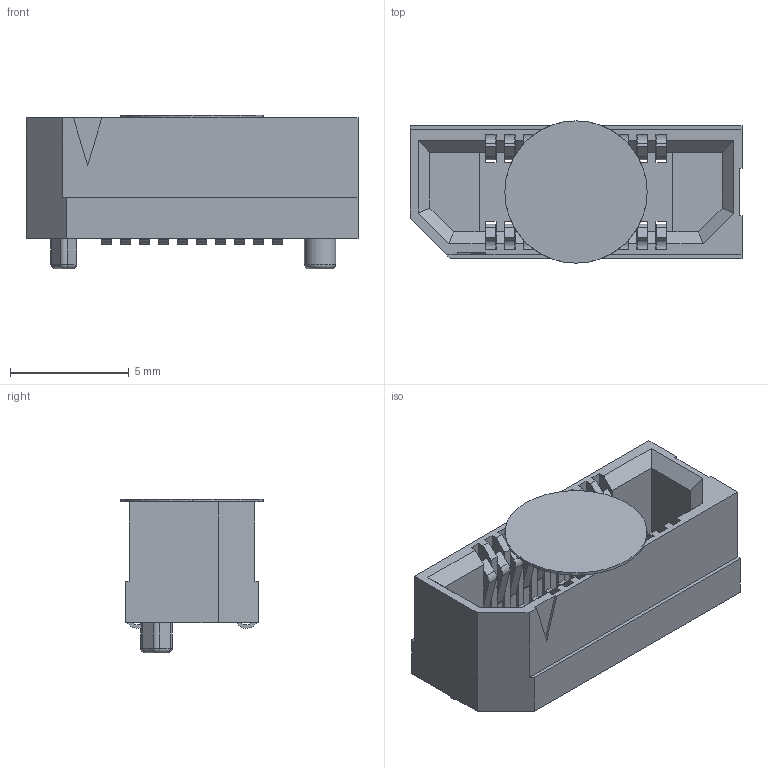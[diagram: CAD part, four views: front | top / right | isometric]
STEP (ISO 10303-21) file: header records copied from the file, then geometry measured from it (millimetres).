
FILE_DESCRIPTION (( 'STEP AP203' ), '1' );
FILE_NAME ('ERF8-010-02.0-X-DV-K-BASIC.step', '2011-06-24T17:14:02', ( ' ' ), ( ' ' ), 'SwSTEP 2.0', 'SolidWorks 2010', '' );
FILE_SCHEMA (( 'CONFIG_CONTROL_DESIGN' ));
Length unit declared in the file: millimetre
Products named in the file (1): ERF8-010-02.0-X-DV-K-BASIC
Bounding box: 14 x 6 x 6.49 mm (x, y, z)
Volume: 186.8 mm3; surface area: 846.7 mm2
Topology: 1 solids, 1 shells, 506 faces, 1486 edges, 980 vertices
Faces by surface type: plane 366, cylinder 133, sphere 5, torus 2
Entity records: 16826 total; most frequent: CARTESIAN_POINT 2967, ORIENTED_EDGE 2964, DIRECTION 2775, EDGE_CURVE 1482, LINE 1203, VECTOR 1203, VERTEX_POINT 978, AXIS2_PLACEMENT_3D 786
